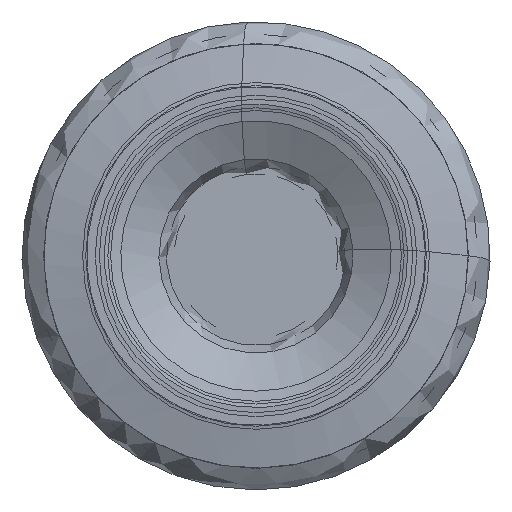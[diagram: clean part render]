
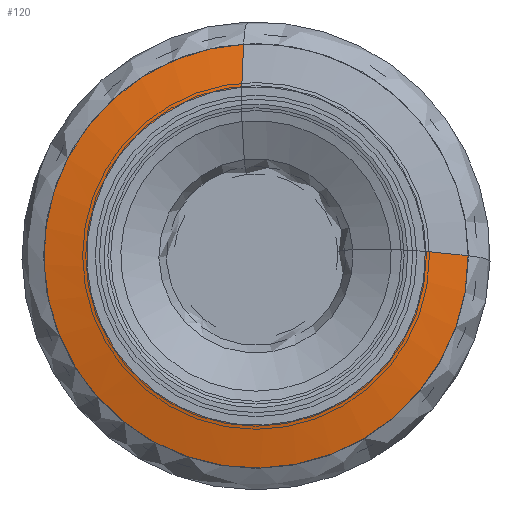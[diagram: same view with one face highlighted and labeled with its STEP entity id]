
A CAD part, left-side view. The second image highlights one B-rep face of the part: STEP entity #120.
In plain terms, the highlighted free-form (B-spline) face has degree [1, 3] with [2, 7] control points.
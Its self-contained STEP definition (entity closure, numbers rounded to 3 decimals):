
#120=ADVANCED_FACE('',(#196),#167,.F.);
#167=(
BOUNDED_SURFACE()
B_SPLINE_SURFACE(1,3,((#1054,#1055,#1056,#1057,#1058,#1059,#1060),(#1061,
#1062,#1063,#1064,#1065,#1066,#1067)),.UNSPECIFIED.,.F.,.F.,.F.)
B_SPLINE_SURFACE_WITH_KNOTS((2,2),(4,3,4),(0.,1.),(0.,0.5,1.),
 .UNSPECIFIED.)
GEOMETRIC_REPRESENTATION_ITEM()
RATIONAL_B_SPLINE_SURFACE(((1.,0.597,0.597,1.,0.597,
0.597,1.),(1.,0.597,0.597,1.,0.597,
0.597,1.)))
REPRESENTATION_ITEM('')
SURFACE()
);
#196=FACE_OUTER_BOUND('',#228,.T.);
#228=EDGE_LOOP('',(#369,#370,#371,#372));
#295=CIRCLE('',#675,11.934);
#296=CIRCLE('',#677,14.952);
#369=ORIENTED_EDGE('',*,*,#562,.F.);
#370=ORIENTED_EDGE('',*,*,#563,.F.);
#371=ORIENTED_EDGE('',*,*,#559,.T.);
#372=ORIENTED_EDGE('',*,*,#564,.F.);
#505=VERTEX_POINT('',#1044);
#506=VERTEX_POINT('',#1045);
#507=VERTEX_POINT('',#1050);
#508=VERTEX_POINT('',#1051);
#559=EDGE_CURVE('',#505,#506,#295,.T.);
#562=EDGE_CURVE('',#507,#508,#296,.T.);
#563=EDGE_CURVE('',#505,#507,#627,.T.);
#564=EDGE_CURVE('',#508,#506,#628,.T.);
#627=LINE('',#1052,#651);
#628=LINE('',#1053,#652);
#651=VECTOR('',#775,1.);
#652=VECTOR('',#776,1.);
#675=AXIS2_PLACEMENT_3D('',#1043,#767,#768);
#677=AXIS2_PLACEMENT_3D('',#1049,#773,#774);
#767=DIRECTION('',(1.,0.,0.));
#768=DIRECTION('',(0.,-1.,0.027));
#773=DIRECTION('',(1.,0.,0.));
#774=DIRECTION('',(0.,-1.,0.001));
#775=DIRECTION('',(0.214,-0.972,-0.098));
#776=DIRECTION('',(-0.214,0.042,-0.976));
#1043=CARTESIAN_POINT('',(0.,0.,0.));
#1044=CARTESIAN_POINT('',(0.,-11.929,0.321));
#1045=CARTESIAN_POINT('',(0.,1.008,11.891));
#1049=CARTESIAN_POINT('',(0.667,0.,0.));
#1050=CARTESIAN_POINT('',(0.667,-14.952,0.016));
#1051=CARTESIAN_POINT('',(0.667,0.877,14.926));
#1052=CARTESIAN_POINT('',(0.,-11.929,0.321));
#1053=CARTESIAN_POINT('',(0.,1.008,11.891));
#1054=CARTESIAN_POINT('',(0.,-11.929,0.321));
#1055=CARTESIAN_POINT('',(0.,-12.258,-11.905));
#1056=CARTESIAN_POINT('',(0.,-1.162,-17.049));
#1057=CARTESIAN_POINT('',(0.,7.955,-8.895));
#1058=CARTESIAN_POINT('',(0.,17.072,-0.742));
#1059=CARTESIAN_POINT('',(0.,13.195,10.858));
#1060=CARTESIAN_POINT('',(0.,1.008,11.891));
#1061=CARTESIAN_POINT('',(0.667,-14.952,0.016));
#1062=CARTESIAN_POINT('',(0.667,-14.968,-15.308));
#1063=CARTESIAN_POINT('',(0.667,-0.903,-21.391));
#1064=CARTESIAN_POINT('',(0.667,10.252,-10.884));
#1065=CARTESIAN_POINT('',(0.667,21.406,-0.377));
#1066=CARTESIAN_POINT('',(0.667,16.175,14.027));
#1067=CARTESIAN_POINT('',(0.667,0.877,14.926));
